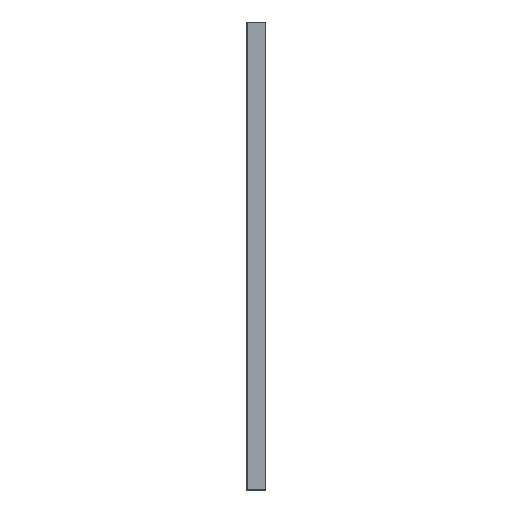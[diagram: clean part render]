
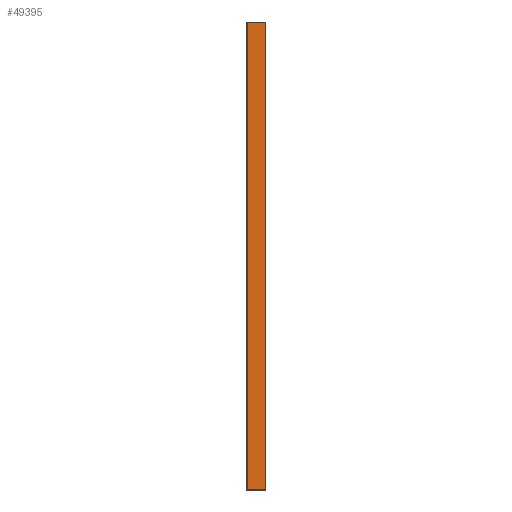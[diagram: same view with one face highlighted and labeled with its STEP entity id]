
A CAD part, front view. The second image highlights one B-rep face of the part: STEP entity #49395.
In plain terms, the highlighted planar face has unit normal (0, -1, 0).
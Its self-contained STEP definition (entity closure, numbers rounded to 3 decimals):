
#37698 = PLANE('',#37699);
#37699 = AXIS2_PLACEMENT_3D('',#37700,#37701,#37702);
#37700 = CARTESIAN_POINT('',(4.,-8.95,0.05));
#37701 = DIRECTION('',(0.,0.707,0.707));
#37702 = DIRECTION('',(1.,0.,0.));
#38057 = PLANE('',#38058);
#38058 = AXIS2_PLACEMENT_3D('',#38059,#38060,#38061);
#38059 = CARTESIAN_POINT('',(4.,-8.95,199.95));
#38060 = DIRECTION('',(0.,-0.707,
    0.707));
#38061 = DIRECTION('',(1.,0.,0.));
#38395 = PLANE('',#38396);
#38396 = AXIS2_PLACEMENT_3D('',#38397,#38398,#38399);
#38397 = CARTESIAN_POINT('',(-3.9,-8.9,0.));
#38398 = DIRECTION('',(-0.707,-0.707,
    0.));
#38399 = DIRECTION('',(0.,0.,1.));
#42597 = VERTEX_POINT('',#42598);
#42598 = CARTESIAN_POINT('',(3.9,-9.,0.1));
#42619 = EDGE_CURVE('',#42597,#42620,#42622,.T.);
#42620 = VERTEX_POINT('',#42621);
#42621 = CARTESIAN_POINT('',(-3.8,-9.,0.1));
#42622 = SURFACE_CURVE('',#42623,(#42627,#42634),.PCURVE_S1.);
#42623 = LINE('',#42624,#42625);
#42624 = CARTESIAN_POINT('',(4.,-9.,0.1));
#42625 = VECTOR('',#42626,1.);
#42626 = DIRECTION('',(-1.,0.,0.));
#42627 = PCURVE('',#37698,#42628);
#42628 = DEFINITIONAL_REPRESENTATION('',(#42629),#42633);
#42629 = LINE('',#42630,#42631);
#42630 = CARTESIAN_POINT('',(0.,-0.071));
#42631 = VECTOR('',#42632,1.);
#42632 = DIRECTION('',(-1.,0.));
#42633 = ( GEOMETRIC_REPRESENTATION_CONTEXT(2) 
PARAMETRIC_REPRESENTATION_CONTEXT() REPRESENTATION_CONTEXT('2D SPACE',''
  ) );
#42634 = PCURVE('',#42635,#42640);
#42635 = PLANE('',#42636);
#42636 = AXIS2_PLACEMENT_3D('',#42637,#42638,#42639);
#42637 = CARTESIAN_POINT('',(4.,-9.,0.));
#42638 = DIRECTION('',(0.,-1.,0.));
#42639 = DIRECTION('',(-1.,0.,0.));
#42640 = DEFINITIONAL_REPRESENTATION('',(#42641),#42645);
#42641 = LINE('',#42642,#42643);
#42642 = CARTESIAN_POINT('',(0.,-0.1));
#42643 = VECTOR('',#42644,1.);
#42644 = DIRECTION('',(1.,0.));
#42645 = ( GEOMETRIC_REPRESENTATION_CONTEXT(2) 
PARAMETRIC_REPRESENTATION_CONTEXT() REPRESENTATION_CONTEXT('2D SPACE',''
  ) );
#42945 = VERTEX_POINT('',#42946);
#42946 = CARTESIAN_POINT('',(3.9,-9.,199.9));
#42967 = EDGE_CURVE('',#42945,#42968,#42970,.T.);
#42968 = VERTEX_POINT('',#42969);
#42969 = CARTESIAN_POINT('',(-3.8,-9.,199.9));
#42970 = SURFACE_CURVE('',#42971,(#42975,#42982),.PCURVE_S1.);
#42971 = LINE('',#42972,#42973);
#42972 = CARTESIAN_POINT('',(4.,-9.,199.9));
#42973 = VECTOR('',#42974,1.);
#42974 = DIRECTION('',(-1.,0.,0.));
#42975 = PCURVE('',#38057,#42976);
#42976 = DEFINITIONAL_REPRESENTATION('',(#42977),#42981);
#42977 = LINE('',#42978,#42979);
#42978 = CARTESIAN_POINT('',(0.,-0.071));
#42979 = VECTOR('',#42980,1.);
#42980 = DIRECTION('',(-1.,0.));
#42981 = ( GEOMETRIC_REPRESENTATION_CONTEXT(2) 
PARAMETRIC_REPRESENTATION_CONTEXT() REPRESENTATION_CONTEXT('2D SPACE',''
  ) );
#42982 = PCURVE('',#42635,#42983);
#42983 = DEFINITIONAL_REPRESENTATION('',(#42984),#42988);
#42984 = LINE('',#42985,#42986);
#42985 = CARTESIAN_POINT('',(0.,-199.9));
#42986 = VECTOR('',#42987,1.);
#42987 = DIRECTION('',(1.,0.));
#42988 = ( GEOMETRIC_REPRESENTATION_CONTEXT(2) 
PARAMETRIC_REPRESENTATION_CONTEXT() REPRESENTATION_CONTEXT('2D SPACE',''
  ) );
#43069 = EDGE_CURVE('',#42620,#42968,#43070,.T.);
#43070 = SURFACE_CURVE('',#43071,(#43075,#43082),.PCURVE_S1.);
#43071 = LINE('',#43072,#43073);
#43072 = CARTESIAN_POINT('',(-3.8,-9.,0.));
#43073 = VECTOR('',#43074,1.);
#43074 = DIRECTION('',(0.,0.,1.));
#43075 = PCURVE('',#38395,#43076);
#43076 = DEFINITIONAL_REPRESENTATION('',(#43077),#43081);
#43077 = LINE('',#43078,#43079);
#43078 = CARTESIAN_POINT('',(0.,-0.141));
#43079 = VECTOR('',#43080,1.);
#43080 = DIRECTION('',(1.,0.));
#43081 = ( GEOMETRIC_REPRESENTATION_CONTEXT(2) 
PARAMETRIC_REPRESENTATION_CONTEXT() REPRESENTATION_CONTEXT('2D SPACE',''
  ) );
#43082 = PCURVE('',#42635,#43083);
#43083 = DEFINITIONAL_REPRESENTATION('',(#43084),#43088);
#43084 = LINE('',#43085,#43086);
#43085 = CARTESIAN_POINT('',(7.8,0.));
#43086 = VECTOR('',#43087,1.);
#43087 = DIRECTION('',(0.,-1.));
#43088 = ( GEOMETRIC_REPRESENTATION_CONTEXT(2) 
PARAMETRIC_REPRESENTATION_CONTEXT() REPRESENTATION_CONTEXT('2D SPACE',''
  ) );
#49109 = PLANE('',#49110);
#49110 = AXIS2_PLACEMENT_3D('',#49111,#49112,#49113);
#49111 = CARTESIAN_POINT('',(3.95,-8.95,0.));
#49112 = DIRECTION('',(0.707,-0.707,0.));
#49113 = DIRECTION('',(0.,0.,1.));
#49395 = ADVANCED_FACE('',(#49396),#42635,.T.);
#49396 = FACE_BOUND('',#49397,.T.);
#49397 = EDGE_LOOP('',(#49398,#49419,#49420,#49421));
#49398 = ORIENTED_EDGE('',*,*,#49399,.T.);
#49399 = EDGE_CURVE('',#42597,#42945,#49400,.T.);
#49400 = SURFACE_CURVE('',#49401,(#49405,#49412),.PCURVE_S1.);
#49401 = LINE('',#49402,#49403);
#49402 = CARTESIAN_POINT('',(3.9,-9.,0.));
#49403 = VECTOR('',#49404,1.);
#49404 = DIRECTION('',(0.,0.,1.));
#49405 = PCURVE('',#42635,#49406);
#49406 = DEFINITIONAL_REPRESENTATION('',(#49407),#49411);
#49407 = LINE('',#49408,#49409);
#49408 = CARTESIAN_POINT('',(0.1,0.));
#49409 = VECTOR('',#49410,1.);
#49410 = DIRECTION('',(0.,-1.));
#49411 = ( GEOMETRIC_REPRESENTATION_CONTEXT(2) 
PARAMETRIC_REPRESENTATION_CONTEXT() REPRESENTATION_CONTEXT('2D SPACE',''
  ) );
#49412 = PCURVE('',#49109,#49413);
#49413 = DEFINITIONAL_REPRESENTATION('',(#49414),#49418);
#49414 = LINE('',#49415,#49416);
#49415 = CARTESIAN_POINT('',(0.,0.071));
#49416 = VECTOR('',#49417,1.);
#49417 = DIRECTION('',(1.,0.));
#49418 = ( GEOMETRIC_REPRESENTATION_CONTEXT(2) 
PARAMETRIC_REPRESENTATION_CONTEXT() REPRESENTATION_CONTEXT('2D SPACE',''
  ) );
#49419 = ORIENTED_EDGE('',*,*,#42967,.T.);
#49420 = ORIENTED_EDGE('',*,*,#43069,.F.);
#49421 = ORIENTED_EDGE('',*,*,#42619,.F.);
